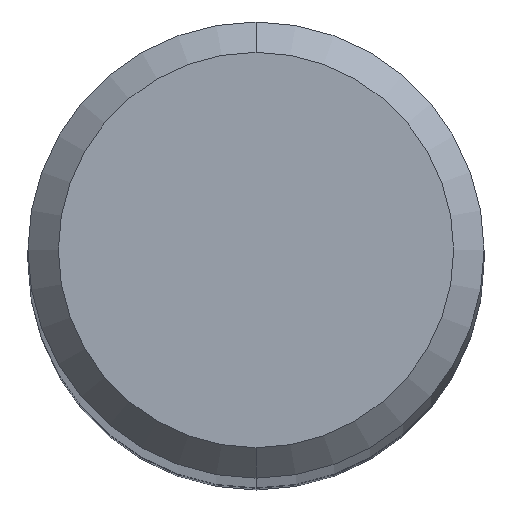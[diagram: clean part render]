
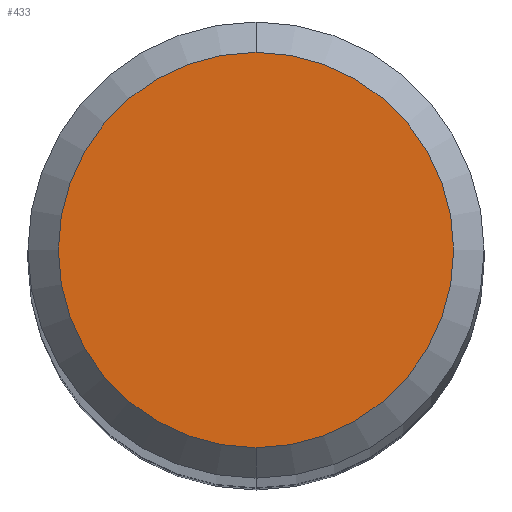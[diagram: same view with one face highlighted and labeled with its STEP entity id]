
A CAD part, top view. The second image highlights one B-rep face of the part: STEP entity #433.
In plain terms, the highlighted planar face has unit normal (0, 0, 1).
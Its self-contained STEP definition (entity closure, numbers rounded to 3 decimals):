
#335=VERTEX_POINT('',#669);
#339=EDGE_CURVE('',#335,#369,#673,.T.);
#369=VERTEX_POINT('',#705);
#433=ADVANCED_FACE('',(#775),#776,.T.);
#459=EDGE_CURVE('',#369,#335,#805,.T.);
#669=CARTESIAN_POINT('',(0.0,2.6,0.0));
#673=CIRCLE('',#1173,2.6);
#705=CARTESIAN_POINT('',(0.,-2.6,0.0));
#775=FACE_OUTER_BOUND('',#1401,.T.);
#776=PLANE('',#1402);
#805=CIRCLE('',#1453,2.6);
#1173=AXIS2_PLACEMENT_3D('',#1678,#1679,#1680);
#1401=EDGE_LOOP('',(#1782,#1783));
#1402=AXIS2_PLACEMENT_3D('',#1784,#1785,#1786);
#1453=AXIS2_PLACEMENT_3D('',#1824,#1825,#1826);
#1678=CARTESIAN_POINT('',(0.0,0.0,0.0));
#1679=DIRECTION('',(0.0,0.0,-1.0));
#1680=DIRECTION('',(0.0,1.0,0.0));
#1782=ORIENTED_EDGE('',*,*,#339,.F.);
#1783=ORIENTED_EDGE('',*,*,#459,.F.);
#1784=CARTESIAN_POINT('',(0.0,1.3,0.0));
#1785=DIRECTION('',(-0.0,0.0,1.0));
#1786=DIRECTION('',(0.0,-1.0,0.0));
#1824=CARTESIAN_POINT('',(0.0,0.0,0.0));
#1825=DIRECTION('',(0.0,0.0,-1.0));
#1826=DIRECTION('',(0.0,1.0,0.0));
